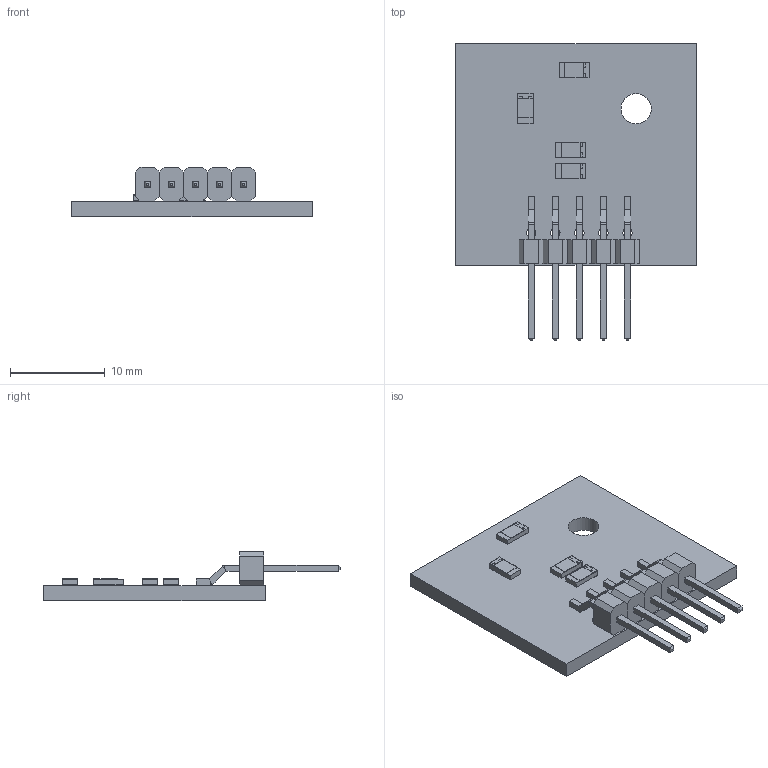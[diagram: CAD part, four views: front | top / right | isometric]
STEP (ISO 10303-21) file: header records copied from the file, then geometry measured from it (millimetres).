
FILE_DESCRIPTION(('KiCad electronic assembly'),'2;1');
FILE_NAME('laser_breakout.step','2022-10-25T11:08:40',('Pcbnew'),( 'Kicad'),'Open CASCADE STEP processor 7.6','KiCad to STEP converter' ,'Unknown');
FILE_SCHEMA(('AUTOMOTIVE_DESIGN { 1 0 10303 214 1 1 1 1 }'));
Length unit declared in the file: millimetre
Products named in the file (6): laser_breakout 1; R_1206; COMPOUND; Header_SMD_01x05_P2.54mm_Horizontal_Male; laser_breakout PCB
Assembly tree (8 placements, depth 3):
  laser_breakout 1
    R_1206  x4
      COMPOUND
    Header_SMD_01x05_P2.54mm_Horizontal_Male
      COMPOUND
    laser_breakout PCB
Bounding box: 25.4 x 31.29 x 5.21 mm (x, y, z)
Volume: 1083.1 mm3; surface area: 1898.6 mm2
Topology: 23 solids, 23 shells, 326 faces, 720 edges, 440 vertices
Faces by surface type: bspline 314, plane 6, cylinder 6
Full cylindrical faces by diameter (mm): 1 x5, 3.2 x1
Entity records: 12316 total; most frequent: CARTESIAN_POINT 4607, B_SPLINE_CURVE_WITH_KNOTS 1490, ORIENTED_EDGE 1080, PCURVE 1080, DEFINITIONAL_REPRESENTATION 1080, EDGE_CURVE 540, SURFACE_CURVE 534, VERTEX_POINT 320
